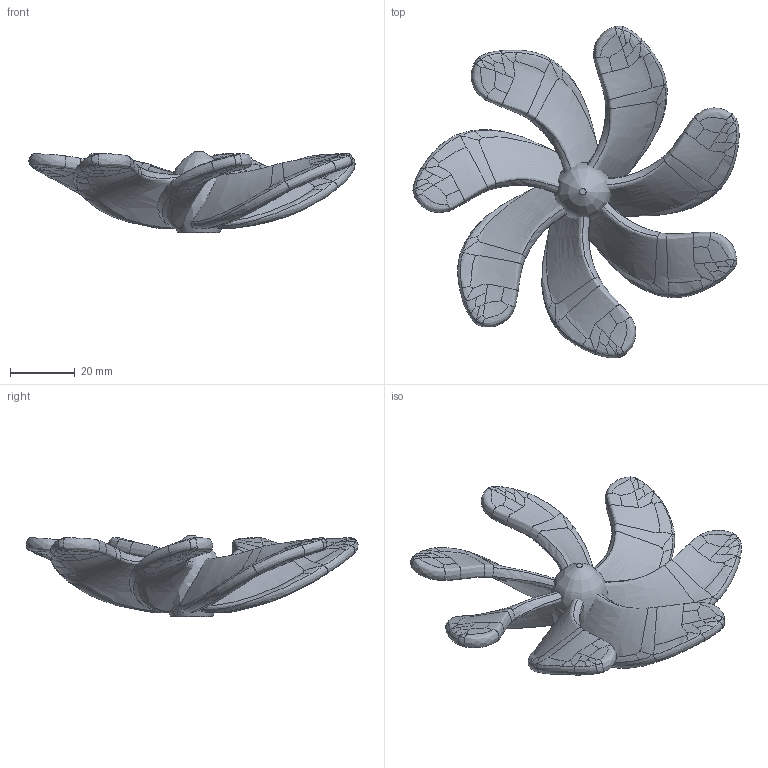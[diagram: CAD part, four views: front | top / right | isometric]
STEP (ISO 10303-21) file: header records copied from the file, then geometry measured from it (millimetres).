
FILE_DESCRIPTION(('FreeCAD Model'),'2;1');
FILE_NAME('Open CASCADE Shape Model','2025-05-03T09:20:01',('FreeCAD'),( 'FreeCAD'),'Open CASCADE STEP processor 7.6','FreeCAD','Unknown');
FILE_SCHEMA(('AUTOMOTIVE_DESIGN { 1 0 10303 214 1 1 1 1 }'));
Products named in the file (1): Open CASCADE STEP translator 7.6 1
Bounding box: 100.7 x 102.5 x 25.15 mm (x, y, z)
Volume: 30686.1 mm3; surface area: 17415.9 mm2
Topology: 8 solids, 8 shells, 255 faces, 619 edges, 380 vertices
Faces by surface type: bspline 255
Entity records: 59901 total; most frequent: CARTESIAN_POINT 56031, ORIENTED_EDGE 1238, EDGE_CURVE 619, B_SPLINE_CURVE_WITH_KNOTS 603, VERTEX_POINT 380, ADVANCED_FACE 255, FACE_BOUND 255, EDGE_LOOP 255
